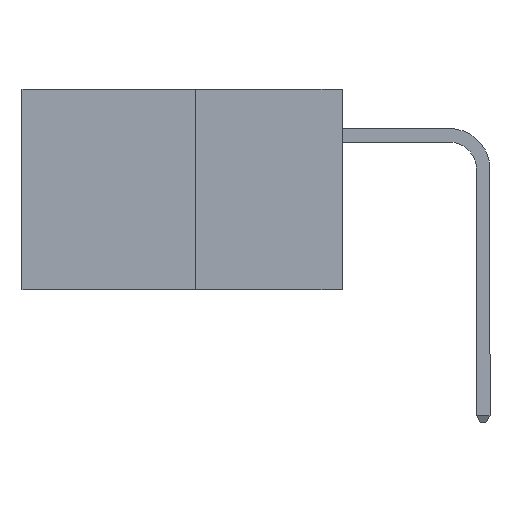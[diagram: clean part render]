
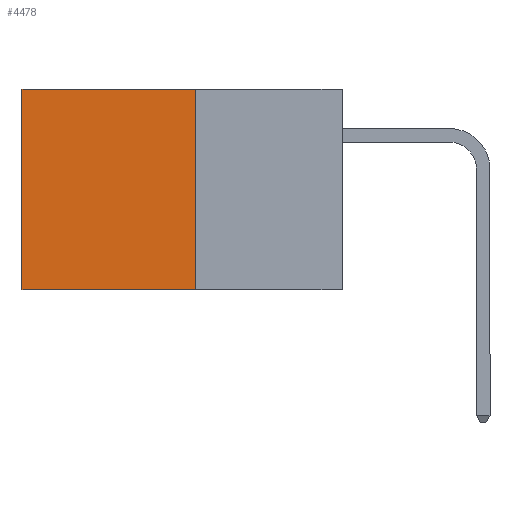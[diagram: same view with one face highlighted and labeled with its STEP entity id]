
A CAD part, left-side view. The second image highlights one B-rep face of the part: STEP entity #4478.
In plain terms, the highlighted planar face has unit normal (-1, 0, 0).
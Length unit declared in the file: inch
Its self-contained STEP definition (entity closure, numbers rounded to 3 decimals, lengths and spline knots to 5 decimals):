
#398 = VECTOR ( 'NONE', #7780, 39.37008 ) ;
#572 = DIRECTION ( 'NONE',  ( 0., 0., -1. ) ) ;
#707 = VERTEX_POINT ( 'NONE', #3690 ) ;
#894 = CARTESIAN_POINT ( 'NONE',  ( 0.277, 0.59, 0. ) ) ;
#1178 = VERTEX_POINT ( 'NONE', #5536 ) ;
#1179 = CARTESIAN_POINT ( 'NONE',  ( 0.277, 0.27, -0.37 ) ) ;
#1344 = VECTOR ( 'NONE', #8763, 39.37008 ) ;
#2449 = EDGE_CURVE ( 'NONE', #5523, #1178, #3285, .T. ) ;
#2897 = CARTESIAN_POINT ( 'NONE',  ( 0.277, 0.27, -0.37 ) ) ;
#3080 = EDGE_CURVE ( 'NONE', #707, #1178, #7757, .T. ) ;
#3285 = LINE ( 'NONE', #8738, #1344 ) ;
#3635 = ORIENTED_EDGE ( 'NONE', *, *, #5620, .T. ) ;
#3690 = CARTESIAN_POINT ( 'NONE',  ( 0.277, 0.27, -0.37 ) ) ;
#3724 = LINE ( 'NONE', #1179, #5362 ) ;
#3869 = CARTESIAN_POINT ( 'NONE',  ( 0.277, 0.27, 0. ) ) ;
#3929 = CARTESIAN_POINT ( 'NONE',  ( 0.277, 0.27, 0. ) ) ;
#4478 = ADVANCED_FACE ( 'NONE', ( #7544 ), #8495, .F. ) ;
#4583 = EDGE_LOOP ( 'NONE', ( #5358, #6908, #7809, #3635 ) ) ;
#5322 = DIRECTION ( 'NONE',  ( 0., 1., 0. ) ) ;
#5358 = ORIENTED_EDGE ( 'NONE', *, *, #2449, .T. ) ;
#5362 = VECTOR ( 'NONE', #6777, 39.37008 ) ;
#5523 = VERTEX_POINT ( 'NONE', #894 ) ;
#5536 = CARTESIAN_POINT ( 'NONE',  ( 0.277, 0.59, -0.37 ) ) ;
#5554 = VERTEX_POINT ( 'NONE', #3869 ) ;
#5620 = EDGE_CURVE ( 'NONE', #5554, #5523, #8469, .T. ) ;
#6696 = CARTESIAN_POINT ( 'NONE',  ( 0.277, 0.27, -0.37 ) ) ;
#6777 = DIRECTION ( 'NONE',  ( 0., 0., -1. ) ) ;
#6840 = VECTOR ( 'NONE', #5322, 39.37008 ) ;
#6908 = ORIENTED_EDGE ( 'NONE', *, *, #3080, .F. ) ;
#7544 = FACE_OUTER_BOUND ( 'NONE', #4583, .T. ) ;
#7757 = LINE ( 'NONE', #2897, #398 ) ;
#7780 = DIRECTION ( 'NONE',  ( 0., 1., 0. ) ) ;
#7809 = ORIENTED_EDGE ( 'NONE', *, *, #7840, .F. ) ;
#7840 = EDGE_CURVE ( 'NONE', #5554, #707, #3724, .T. ) ;
#8327 = DIRECTION ( 'NONE',  ( 1., 0., 0. ) ) ;
#8469 = LINE ( 'NONE', #3929, #6840 ) ;
#8495 = PLANE ( 'NONE',  #8762 ) ;
#8738 = CARTESIAN_POINT ( 'NONE',  ( 0.277, 0.59, -0.37 ) ) ;
#8762 = AXIS2_PLACEMENT_3D ( 'NONE', #6696, #8327, #572 ) ;
#8763 = DIRECTION ( 'NONE',  ( 0., 0., -1. ) ) ;
